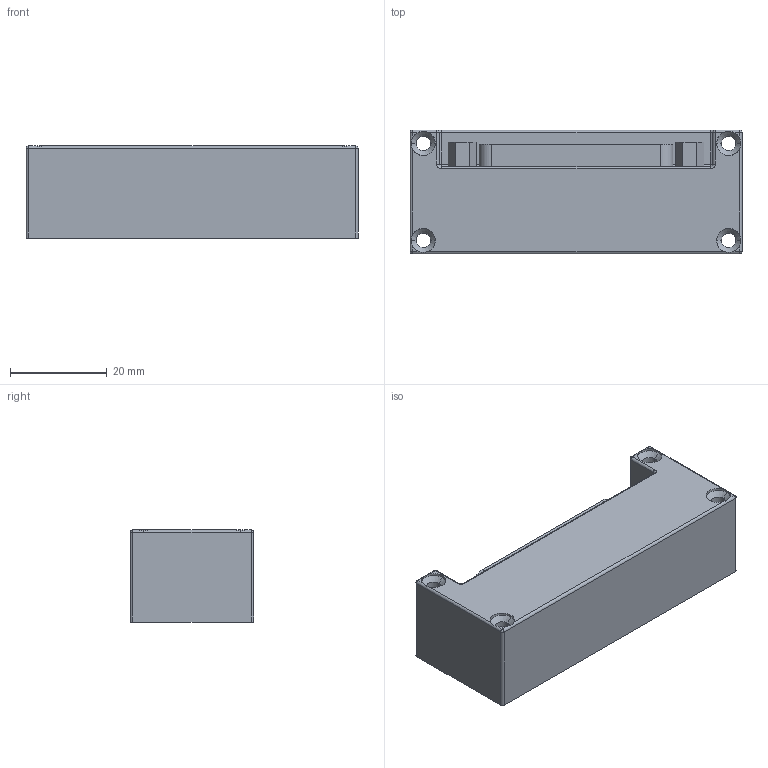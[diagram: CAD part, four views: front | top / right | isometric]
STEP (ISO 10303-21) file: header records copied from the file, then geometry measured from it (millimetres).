
FILE_DESCRIPTION (( 'STEP AP203' ), '1' );
FILE_NAME ('MCS400-JM.STEP', '2020-04-09T05:09:08', ( 'user' ), ( '' ), 'SwSTEP 2.0', 'SolidWorks 2008', '' );
FILE_SCHEMA (( 'CONFIG_CONTROL_DESIGN' ));
Length unit declared in the file: millimetre
Products named in the file (1): MCS400-JM
Bounding box: 68.5 x 25.5 x 19 mm (x, y, z)
Volume: 24904.3 mm3; surface area: 9531.9 mm2
Topology: 1 solids, 1 shells, 183 faces, 497 edges, 310 vertices
Faces by surface type: cylinder 98, plane 40, sphere 33, cone 8, torus 4
Entity records: 5293 total; most frequent: DIRECTION 974, CARTESIAN_POINT 934, ORIENTED_EDGE 828, EDGE_CURVE 414, AXIS2_PLACEMENT_3D 388, VERTEX_POINT 260, EDGE_LOOP 218, CIRCLE 204
